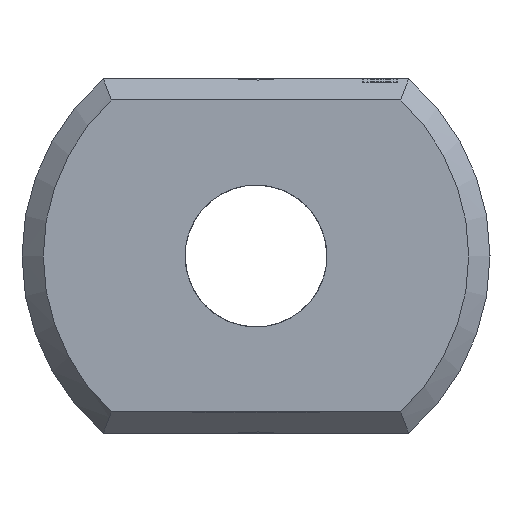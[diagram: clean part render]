
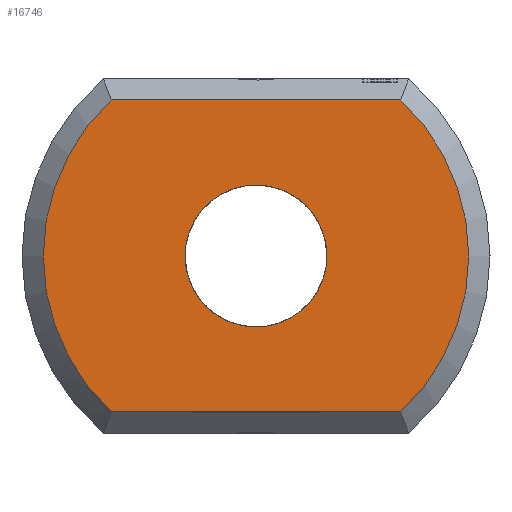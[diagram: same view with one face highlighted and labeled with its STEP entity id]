
A CAD part, left-side view. The second image highlights one B-rep face of the part: STEP entity #16746.
In plain terms, the highlighted planar face has unit normal (-1, 0, 0).
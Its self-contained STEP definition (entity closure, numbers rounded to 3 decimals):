
#4128 = VERTEX_POINT('',#4129);
#4129 = CARTESIAN_POINT('',(0.,-2.04,2.2));
#4138 = VERTEX_POINT('',#4139);
#4139 = CARTESIAN_POINT('',(0.,-2.04,-2.2));
#4146 = EDGE_CURVE('',#4128,#4138,#4147,.T.);
#4147 = CIRCLE('',#4148,3.);
#4148 = AXIS2_PLACEMENT_3D('',#4149,#4150,#4151);
#4149 = CARTESIAN_POINT('',(0.,0.,0.));
#4150 = DIRECTION('',(1.,0.,0.));
#4151 = DIRECTION('',(0.,-0.653,0.758)
  );
#5270 = VERTEX_POINT('',#5271);
#5271 = CARTESIAN_POINT('',(0.,2.04,2.2));
#5278 = EDGE_CURVE('',#4128,#5270,#5279,.T.);
#5279 = LINE('',#5280,#5281);
#5280 = CARTESIAN_POINT('',(0.,-2.154,2.2));
#5281 = VECTOR('',#5282,1.);
#5282 = DIRECTION('',(0.,1.,0.));
#16746 = ADVANCED_FACE('',(#16747,#16766),#16777,.F.);
#16747 = FACE_BOUND('',#16748,.F.);
#16748 = EDGE_LOOP('',(#16749,#16758,#16759,#16760));
#16749 = ORIENTED_EDGE('',*,*,#16750,.T.);
#16750 = EDGE_CURVE('',#16751,#5270,#16753,.T.);
#16751 = VERTEX_POINT('',#16752);
#16752 = CARTESIAN_POINT('',(0.,2.04,-2.2));
#16753 = CIRCLE('',#16754,3.);
#16754 = AXIS2_PLACEMENT_3D('',#16755,#16756,#16757);
#16755 = CARTESIAN_POINT('',(0.,0.,0.));
#16756 = DIRECTION('',(1.,0.,0.));
#16757 = DIRECTION('',(0.,0.653,-0.758)
  );
#16758 = ORIENTED_EDGE('',*,*,#5278,.F.);
#16759 = ORIENTED_EDGE('',*,*,#4146,.T.);
#16760 = ORIENTED_EDGE('',*,*,#16761,.T.);
#16761 = EDGE_CURVE('',#4138,#16751,#16762,.T.);
#16762 = LINE('',#16763,#16764);
#16763 = CARTESIAN_POINT('',(0.,-2.154,-2.2));
#16764 = VECTOR('',#16765,1.);
#16765 = DIRECTION('',(0.,1.,0.));
#16766 = FACE_BOUND('',#16767,.T.);
#16767 = EDGE_LOOP('',(#16768));
#16768 = ORIENTED_EDGE('',*,*,#16769,.T.);
#16769 = EDGE_CURVE('',#16770,#16770,#16772,.T.);
#16770 = VERTEX_POINT('',#16771);
#16771 = CARTESIAN_POINT('',(0.,1.,0.)
  );
#16772 = CIRCLE('',#16773,1.);
#16773 = AXIS2_PLACEMENT_3D('',#16774,#16775,#16776);
#16774 = CARTESIAN_POINT('',(0.,0.,0.));
#16775 = DIRECTION('',(1.,0.,0.));
#16776 = DIRECTION('',(0.,1.,0.));
#16777 = PLANE('',#16778);
#16778 = AXIS2_PLACEMENT_3D('',#16779,#16780,#16781);
#16779 = CARTESIAN_POINT('',(0.,0.,0.));
#16780 = DIRECTION('',(1.,0.,0.));
#16781 = DIRECTION('',(0.,0.,1.));
